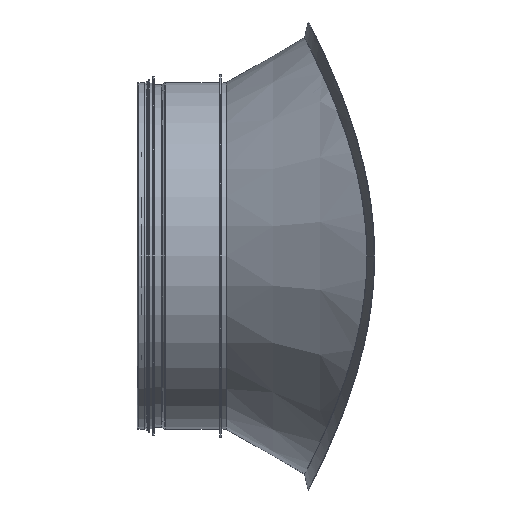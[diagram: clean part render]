
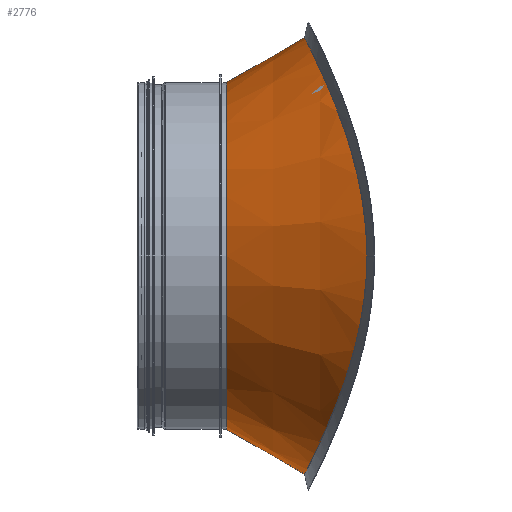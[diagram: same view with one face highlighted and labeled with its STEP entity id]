
A CAD part, left-side view. The second image highlights one B-rep face of the part: STEP entity #2776.
In plain terms, the highlighted conical face has half-angle 30 degrees and reference radius 230.461 mm.
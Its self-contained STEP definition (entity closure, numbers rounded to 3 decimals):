
#759=CARTESIAN_POINT('',(-230.229,443.334,0.));
#760=VERTEX_POINT('',#759);
#761=CARTESIAN_POINT('',(230.229,443.334,0.004));
#762=VERTEX_POINT('',#761);
#763=CARTESIAN_POINT('',(-230.229,443.334,0.));
#764=CARTESIAN_POINT('',(-230.229,443.334,18.956));
#765=CARTESIAN_POINT('',(-226.895,445.107,37.416));
#766=CARTESIAN_POINT('',(-213.522,451.703,75.294));
#767=CARTESIAN_POINT('',(-202.745,456.802,93.89));
#768=CARTESIAN_POINT('',(-173.262,468.905,130.642));
#769=CARTESIAN_POINT('',(-152.538,476.394,148.645));
#770=CARTESIAN_POINT('',(-111.301,487.352,173.038));
#771=CARTESIAN_POINT('',(-93.022,491.24,181.052));
#772=CARTESIAN_POINT('',(-49.517,497.745,194.211));
#773=CARTESIAN_POINT('',(-24.079,499.677,197.904));
#774=CARTESIAN_POINT('',(24.13,499.52,197.598));
#775=CARTESIAN_POINT('',(46.407,497.909,194.501));
#776=CARTESIAN_POINT('',(88.682,492.107,182.837));
#777=CARTESIAN_POINT('',(108.498,488.036,174.518));
#778=CARTESIAN_POINT('',(139.91,479.79,156.231));
#779=CARTESIAN_POINT('',(152.237,475.977,147.403));
#780=CARTESIAN_POINT('',(183.812,465.03,119.665));
#781=CARTESIAN_POINT('',(200.297,457.836,98.738));
#782=CARTESIAN_POINT('',(217.696,449.679,64.106));
#783=CARTESIAN_POINT('',(222.357,447.356,51.722));
#784=CARTESIAN_POINT('',(228.622,444.18,26.12));
#785=CARTESIAN_POINT('',(230.228,443.334,13.153));
#786=CARTESIAN_POINT('',(230.229,443.334,0.004));
#787=B_SPLINE_CURVE_WITH_KNOTS('',3,(#763,#764,#765,#766,#767,#768,#769,#770,#771,#772,#773,#774,#775,#776,#777,#778,#779,#780,#781,#782,#783,#784,#785,#786),.UNSPECIFIED.,.F.,.U.,(4,2,2,2,2,2,2,2,2,2,2,4),(0.0,5.687,12.221,20.274,25.895,33.036,39.288,45.329,49.657,57.423,61.394,65.29),.UNSPECIFIED.);
#788=EDGE_CURVE('',#760,#762,#787,.T.);
#1025=CARTESIAN_POINT('',(230.229,443.334,0.0));
#1026=VERTEX_POINT('',#1025);
#1027=CARTESIAN_POINT('',(230.229,443.334,0.0));
#1028=CARTESIAN_POINT('',(230.229,443.334,-18.956));
#1029=CARTESIAN_POINT('',(226.895,445.107,-37.416));
#1030=CARTESIAN_POINT('',(213.522,451.703,-75.294));
#1031=CARTESIAN_POINT('',(202.745,456.802,-93.89));
#1032=CARTESIAN_POINT('',(173.262,468.905,-130.642));
#1033=CARTESIAN_POINT('',(152.538,476.394,-148.645));
#1034=CARTESIAN_POINT('',(111.301,487.352,-173.038));
#1035=CARTESIAN_POINT('',(93.022,491.24,-181.052));
#1036=CARTESIAN_POINT('',(49.517,497.745,-194.211));
#1037=CARTESIAN_POINT('',(24.079,499.677,-197.904));
#1038=CARTESIAN_POINT('',(-24.13,499.52,-197.598));
#1039=CARTESIAN_POINT('',(-46.407,497.909,-194.501));
#1040=CARTESIAN_POINT('',(-88.682,492.107,-182.837));
#1041=CARTESIAN_POINT('',(-108.498,488.036,-174.518));
#1042=CARTESIAN_POINT('',(-139.91,479.79,-156.231));
#1043=CARTESIAN_POINT('',(-152.237,475.977,-147.403));
#1044=CARTESIAN_POINT('',(-183.812,465.029,-119.664));
#1045=CARTESIAN_POINT('',(-200.298,457.836,-98.737));
#1046=CARTESIAN_POINT('',(-217.697,449.678,-64.104));
#1047=CARTESIAN_POINT('',(-222.358,447.355,-51.72));
#1048=CARTESIAN_POINT('',(-228.622,444.18,-26.117));
#1049=CARTESIAN_POINT('',(-230.229,443.334,-13.149));
#1050=CARTESIAN_POINT('',(-230.229,443.334,0.));
#1051=B_SPLINE_CURVE_WITH_KNOTS('',3,(#1027,#1028,#1029,#1030,#1031,#1032,#1033,#1034,#1035,#1036,#1037,#1038,#1039,#1040,#1041,#1042,#1043,#1044,#1045,#1046,#1047,#1048,#1049,#1050),.UNSPECIFIED.,.F.,.U.,(4,2,2,2,2,2,2,2,2,2,2,4),(0.0,5.687,12.221,20.274,25.895,33.036,39.288,45.329,49.657,57.423,61.394,65.29),.UNSPECIFIED.);
#1052=EDGE_CURVE('',#1026,#760,#1051,.T.);
#2545=CARTESIAN_POINT('',(156.992,570.184,0.0));
#2546=VERTEX_POINT('',#2545);
#2547=CARTESIAN_POINT('',(230.229,443.334,0.0));
#2548=DIRECTION('',(-0.5,0.866,0.0));
#2549=VECTOR('',#2548,146.473);
#2550=LINE('',#2547,#2549);
#2551=EDGE_CURVE('',#1026,#2546,#2550,.T.);
#2570=CARTESIAN_POINT('',(156.992,570.184,0.003));
#2571=VERTEX_POINT('',#2570);
#2578=CARTESIAN_POINT('',(230.229,443.334,0.004));
#2579=DIRECTION('',(-0.5,0.866,0.));
#2580=VECTOR('',#2579,146.473);
#2581=LINE('',#2578,#2580);
#2582=EDGE_CURVE('',#762,#2571,#2581,.T.);
#2702=CARTESIAN_POINT('',(0.0,570.184,0.0));
#2703=DIRECTION('',(0.0,1.0,0.0));
#2704=DIRECTION('',(1.0,0.0,0.0));
#2705=AXIS2_PLACEMENT_3D('',#2702,#2703,#2704);
#2706=CIRCLE('',#2705,156.992);
#2707=EDGE_CURVE('',#2546,#2571,#2706,.T.);
#2764=CARTESIAN_POINT('',(0.0,442.931,0.0));
#2765=DIRECTION('',(0.0,-1.0,0.0));
#2766=DIRECTION('',(1.,0.0,0.));
#2767=AXIS2_PLACEMENT_3D('',#2764,#2765,#2766);
#2768=CONICAL_SURFACE('',#2767,230.461,30.);
#2769=ORIENTED_EDGE('',*,*,#788,.T.);
#2770=ORIENTED_EDGE('',*,*,#2582,.T.);
#2771=ORIENTED_EDGE('',*,*,#2707,.F.);
#2772=ORIENTED_EDGE('',*,*,#2551,.F.);
#2773=ORIENTED_EDGE('',*,*,#1052,.T.);
#2774=EDGE_LOOP('',(#2769,#2770,#2771,#2772,#2773));
#2775=FACE_OUTER_BOUND('',#2774,.T.);
#2776=ADVANCED_FACE('',(#2775),#2768,.T.);
